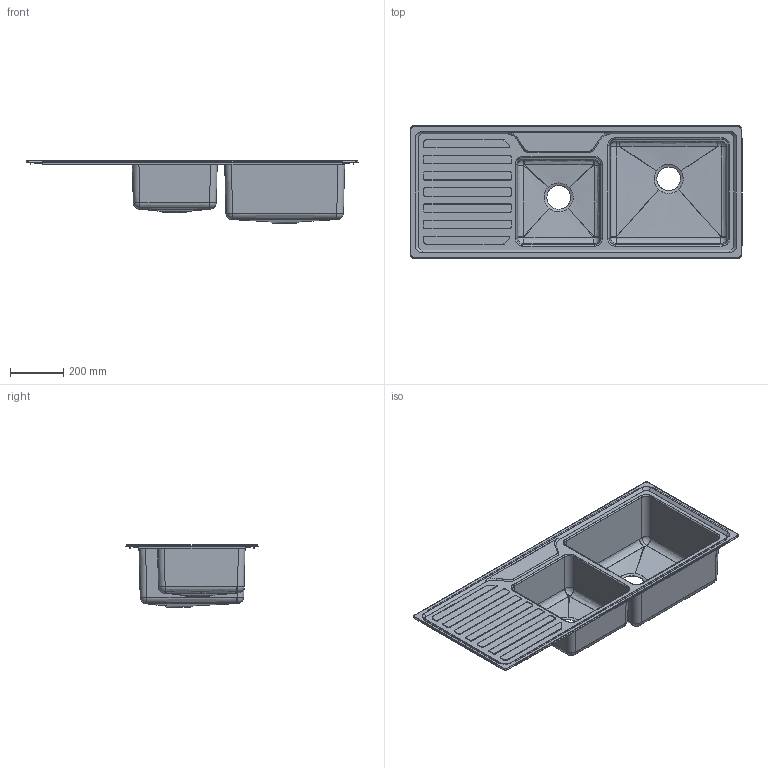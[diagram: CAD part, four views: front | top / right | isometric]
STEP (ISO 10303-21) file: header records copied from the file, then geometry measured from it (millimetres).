
FILE_DESCRIPTION(/* description */ (''),/* implementation_level */ '2;1');
FILE_NAME(/* name */ '1250RH',/* time_stamp */ '2020-03-09T14:41:08+08:00',/* author */ (''),/* organization */ (''),/* preprocessor_version */ 'ST-DEVELOPER v9',/* originating_system */ 'UGS - NX 4.0',/* authorisation */ '');
FILE_SCHEMA (('AUTOMOTIVE_DESIGN { 1 0 10303 214 1 1 1 1 }'));
Length unit declared in the file: millimetre
Products named in the file (1): Admi97FEwxpk
Bounding box: 1250.33 x 500.35 x 235 mm (x, y, z)
Volume: 1254838.8 mm3; surface area: 2508657.3 mm2
Topology: 1 solids, 1 shells, 514 faces, 1246 edges, 736 vertices
Faces by surface type: plane 204, cylinder 128, bspline 120, sphere 32, torus 28, extrusion 2
Entity records: 18759 total; most frequent: CARTESIAN_POINT 7696, ORIENTED_EDGE 2436, DIRECTION 2125, EDGE_CURVE 1218, AXIS2_PLACEMENT_3D 785, VERTEX_POINT 730, VECTOR 555, LINE 553
